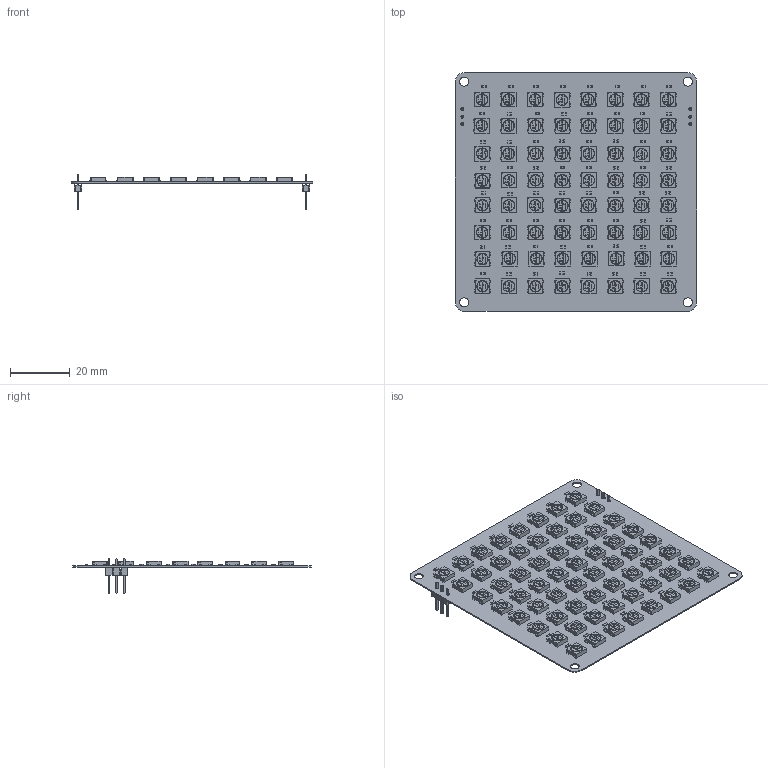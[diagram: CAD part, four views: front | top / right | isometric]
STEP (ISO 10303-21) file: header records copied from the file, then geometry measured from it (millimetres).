
FILE_DESCRIPTION(('Open CASCADE Model'),'2;1');
FILE_NAME('Open CASCADE Shape Model','2022-12-26T10:19:21',('Author'),( 'Open CASCADE'),'Open CASCADE STEP processor 7.5','Open CASCADE 7.5' ,'Unknown');
FILE_SCHEMA(('AUTOMOTIVE_DESIGN { 1 0 10303 214 1 1 1 1 }'));
Length unit declared in the file: millimetre
Products named in the file (79): PCB; Board; Open CASCADE STEP translator 7.5 1.1.1; P2; 71071829; U4; WS2812_RGB_LED_updated; U3; U2; P1; C64; SW3DPS-RESISTOR 0603-DEFAULT; C63; C62; C61; C60; C59; C58; C57; C56; C55; C54; C53; C52; C51; C50; C49; C48; C47; C46; C45; C44; C43; C42; C41; C40; C39; C38; C37; C36 ...
Assembly tree (208 placements, depth 3):
  PCB
    Board
      Open CASCADE STEP translator 7.5 1.1.1
    P2
      71071829
      71071829
      71071829
      71071829
    U4
      WS2812_RGB_LED_updated
    U3
      WS2812_RGB_LED_updated
    U2
      WS2812_RGB_LED_updated
    P1
      71071829
      71071829
      71071829
      71071829
    C64
      SW3DPS-RESISTOR 0603-DEFAULT
    C63
      SW3DPS-RESISTOR 0603-DEFAULT
    C62
      SW3DPS-RESISTOR 0603-DEFAULT
    C61
      SW3DPS-RESISTOR 0603-DEFAULT
    C60
      SW3DPS-RESISTOR 0603-DEFAULT
    C59
      SW3DPS-RESISTOR 0603-DEFAULT
    C58
      SW3DPS-RESISTOR 0603-DEFAULT
    C57
      SW3DPS-RESISTOR 0603-DEFAULT
    C56
      SW3DPS-RESISTOR 0603-DEFAULT
    C55
      SW3DPS-RESISTOR 0603-DEFAULT
    C54
      SW3DPS-RESISTOR 0603-DEFAULT
    C53
      SW3DPS-RESISTOR 0603-DEFAULT
    C52
      SW3DPS-RESISTOR 0603-DEFAULT
    C51
      SW3DPS-RESISTOR 0603-DEFAULT
    C50
      SW3DPS-RESISTOR 0603-DEFAULT
    C49
      SW3DPS-RESISTOR 0603-DEFAULT
    C48
      SW3DPS-RESISTOR 0603-DEFAULT
    C47
      SW3DPS-RESISTOR 0603-DEFAULT
    C46
      SW3DPS-RESISTOR 0603-DEFAULT
    C45
      SW3DPS-RESISTOR 0603-DEFAULT
    C44
Bounding box: 81 x 80 x 11.54 mm (x, y, z)
Volume: 4905.6 mm3; surface area: 19394.3 mm2
Topology: 137 solids, 137 shells, 4935 faces, 14063 edges, 9658 vertices
Faces by surface type: plane 4025, cylinder 846, cone 64
Full cylindrical faces by diameter (mm): 1.016 x6, 1.146 x64, 3 x4
Entity records: 9261 total; most frequent: DIRECTION 1351, CARTESIAN_POINT 1211, ORIENTED_EDGE 982, EDGE_CURVE 491, AXIS2_PLACEMENT_3D 468, LINE 415, VECTOR 415, VERTEX_POINT 324
